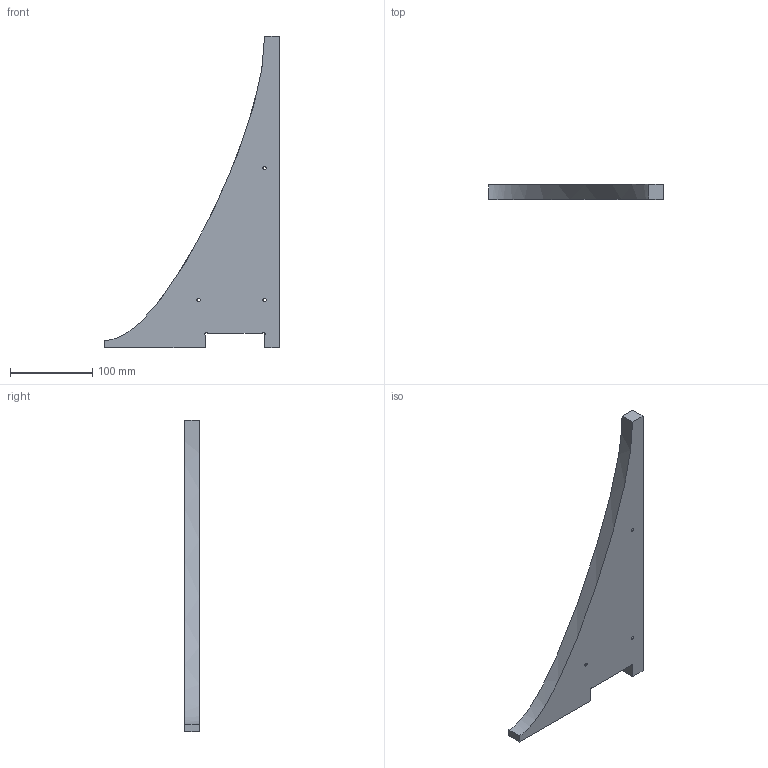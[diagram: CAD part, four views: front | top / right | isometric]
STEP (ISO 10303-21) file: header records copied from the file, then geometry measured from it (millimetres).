
FILE_DESCRIPTION(/* description */ (''),/* implementation_level */ '2;1');
FILE_NAME(/* name */ 'curved_slope v9.step',/* time_stamp */ '2023-09-20T14:49:32+02:00',/* author */ (''),/* organization */ (''),/* preprocessor_version */ 'ST-DEVELOPER v20',/* originating_system */ 'Autodesk Translation Framework v12.9.0.99',/* authorisation */ '');
FILE_SCHEMA (('AUTOMOTIVE_DESIGN { 1 0 10303 214 3 1 1 }'));
Length unit declared in the file: millimetre
Products named in the file (1): curved_slope
Bounding box: 212 x 18 x 378 mm (x, y, z)
Volume: 530008 mm3; surface area: 79165.7 mm2
Topology: 1 solids, 1 shells, 16 faces, 42 edges, 28 vertices
Faces by surface type: plane 10, cylinder 5, bspline 1
Full cylindrical faces by diameter (mm): 4 x3
Entity records: 575 total; most frequent: CARTESIAN_POINT 124, ORIENTED_EDGE 84, DIRECTION 82, EDGE_CURVE 42, LINE 30, VECTOR 30, VERTEX_POINT 28, AXIS2_PLACEMENT_3D 26
